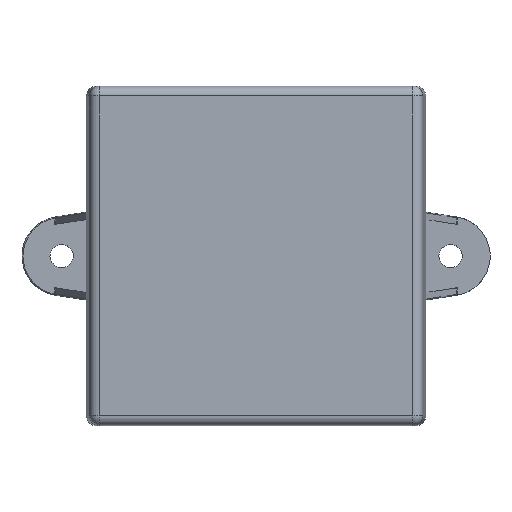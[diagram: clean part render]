
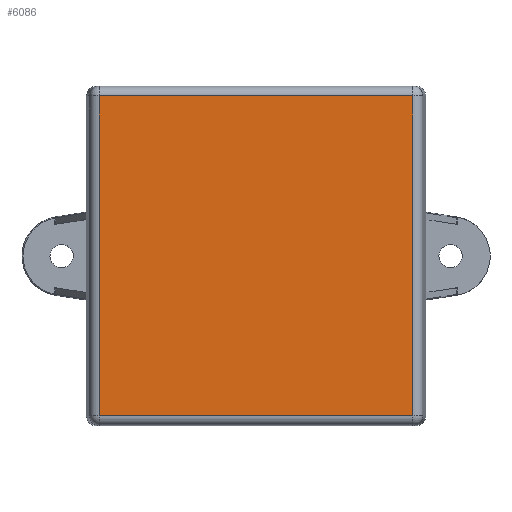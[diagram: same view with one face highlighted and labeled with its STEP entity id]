
A CAD part, top view. The second image highlights one B-rep face of the part: STEP entity #6086.
In plain terms, the highlighted planar face has unit normal (0, 0, 1).
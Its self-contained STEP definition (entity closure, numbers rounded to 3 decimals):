
#803=PLANE('',#6595);
#1280=LINE('',#11408,#1824);
#1283=LINE('',#11432,#1827);
#1285=LINE('',#11435,#1829);
#1286=LINE('',#11437,#1830);
#1824=VECTOR('',#7949,10.);
#1827=VECTOR('',#7990,10.);
#1829=VECTOR('',#7994,10.);
#1830=VECTOR('',#7997,10.);
#2341=FACE_OUTER_BOUND('',#2680,.T.);
#2680=EDGE_LOOP('',(#5558,#5559,#5560,#5561));
#3365=VERTEX_POINT('',#11382);
#3368=VERTEX_POINT('',#11398);
#3370=VERTEX_POINT('',#11404);
#3371=VERTEX_POINT('',#11420);
#4094=EDGE_CURVE('',#3365,#3370,#1280,.T.);
#4106=EDGE_CURVE('',#3370,#3371,#1283,.T.);
#4108=EDGE_CURVE('',#3371,#3368,#1285,.T.);
#4109=EDGE_CURVE('',#3368,#3365,#1286,.T.);
#5558=ORIENTED_EDGE('',*,*,#4094,.F.);
#5559=ORIENTED_EDGE('',*,*,#4109,.F.);
#5560=ORIENTED_EDGE('',*,*,#4108,.F.);
#5561=ORIENTED_EDGE('',*,*,#4106,.F.);
#6086=ADVANCED_FACE('',(#2341),#803,.T.);
#6595=AXIS2_PLACEMENT_3D('',#11445,#8010,#8011);
#7949=DIRECTION('',(1.,0.,0.));
#7990=DIRECTION('',(0.,-1.,0.));
#7994=DIRECTION('',(-1.,0.,0.));
#7997=DIRECTION('',(0.,1.,0.));
#8010=DIRECTION('center_axis',(0.,0.,1.));
#8011=DIRECTION('ref_axis',(1.,0.,0.));
#11382=CARTESIAN_POINT('',(-32.279,32.9,13.8));
#11398=CARTESIAN_POINT('',(-32.279,-32.9,13.8));
#11404=CARTESIAN_POINT('',(32.279,32.9,13.8));
#11408=CARTESIAN_POINT('',(17.45,32.9,13.8));
#11420=CARTESIAN_POINT('',(32.279,-32.9,13.8));
#11432=CARTESIAN_POINT('',(32.279,17.451,13.8));
#11435=CARTESIAN_POINT('',(-17.45,-32.9,13.8));
#11437=CARTESIAN_POINT('',(-32.279,17.451,13.8));
#11445=CARTESIAN_POINT('Origin',(0.,0.,13.8));
